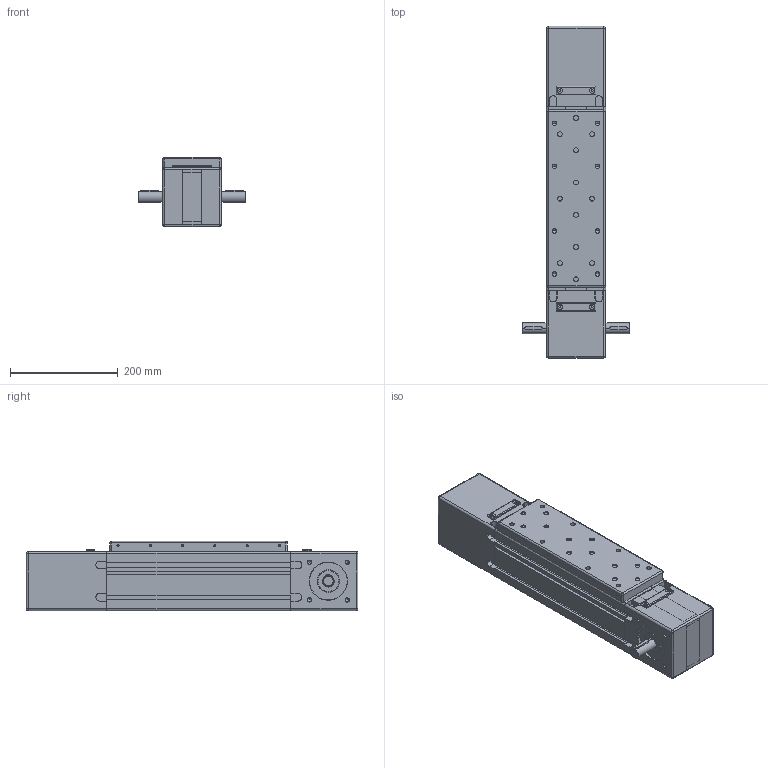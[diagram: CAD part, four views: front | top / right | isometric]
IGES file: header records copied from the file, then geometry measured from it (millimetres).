
Global section: file name: No Iges File Name specified; native system: Autodesk Inventor 2011; preprocessor: AutoDesk Inventor Iges Exporter R2011; author: Matej; date: 20110523.110105; units: millimetre
Bounding box: 200 x 617 x 129 mm (x, y, z)
Volume: 7195316.2 mm3; surface area: 713229.4 mm2
Topology: 4 solids, 20 shells, 1308 faces, 3506 edges, 2133 vertices
Faces by surface type: plane 525, revolution 271, bspline 224, cylinder 190, sphere 48, cone 34, torus 16
